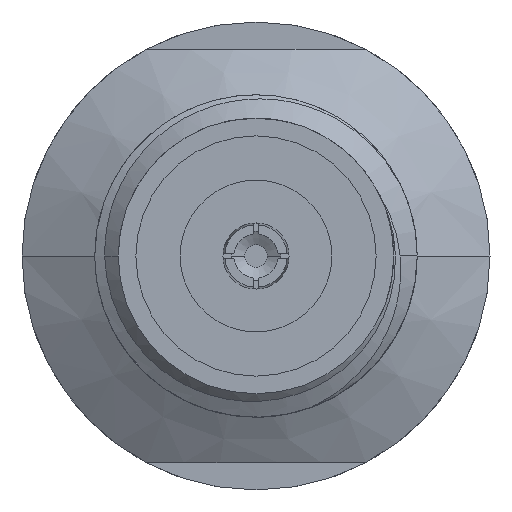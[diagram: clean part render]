
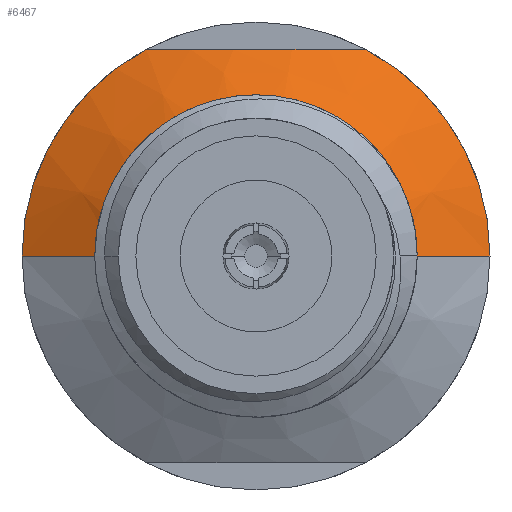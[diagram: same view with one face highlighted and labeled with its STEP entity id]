
A CAD part, left-side view. The second image highlights one B-rep face of the part: STEP entity #6467.
In plain terms, the highlighted conical face has half-angle 60 degrees and reference radius 3.575 mm.
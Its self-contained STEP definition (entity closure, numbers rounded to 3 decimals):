
#31 = CARTESIAN_POINT ( 'NONE',  ( 6.6, 2.65, 0. ) ) ;
#192 = ORIENTED_EDGE ( 'NONE', *, *, #508, .T. ) ;
#201 = ORIENTED_EDGE ( 'NONE', *, *, #6719, .T. ) ;
#459 = CARTESIAN_POINT ( 'NONE',  ( 7.668, 2.109, 3.975 ) ) ;
#472 = CARTESIAN_POINT ( 'NONE',  ( 7.134, 0., 0. ) ) ;
#508 = EDGE_CURVE ( 'NONE', #5132, #3981, #2379, .T. ) ;
#715 = EDGE_CURVE ( 'NONE', #727, #3721, #6004, .T. ) ;
#727 = VERTEX_POINT ( 'NONE', #31 ) ;
#746 = CARTESIAN_POINT ( 'NONE',  ( 7.668, 2.109, 3.975 ) ) ;
#798 = DIRECTION ( 'NONE',  ( 0., 1., 0. ) ) ;
#965 = ORIENTED_EDGE ( 'NONE', *, *, #715, .F. ) ;
#1034 = LINE ( 'NONE', #2628, #6200 ) ;
#1188 = VERTEX_POINT ( 'NONE', #3934 ) ;
#1285 = CARTESIAN_POINT ( 'NONE',  ( 7.494, 1.391, 3.975 ) ) ;
#1320 = CARTESIAN_POINT ( 'NONE',  ( 7.365, 0.349, 3.975 ) ) ;
#1451 = VERTEX_POINT ( 'NONE', #459 ) ;
#1788 = CARTESIAN_POINT ( 'NONE',  ( 7.365, -0.348, 3.975 ) ) ;
#1805 = CARTESIAN_POINT ( 'NONE',  ( 6.6, 0., 0. ) ) ;
#1857 = CIRCLE ( 'NONE', #5474, 4.5 ) ;
#1864 = CARTESIAN_POINT ( 'NONE',  ( 7.569, 1.743, 3.975 ) ) ;
#1901 = EDGE_LOOP ( 'NONE', ( #965, #4582, #5404, #192, #2942, #201 ) ) ;
#2092 = DIRECTION ( 'NONE',  ( 1., 0., 0. ) ) ;
#2128 = FACE_OUTER_BOUND ( 'NONE', #1901, .T. ) ;
#2308 = B_SPLINE_CURVE_WITH_KNOTS ( 'NONE', 3,
 ( #6880, #2329, #3980, #2960, #1788, #1320, #3479, #1285, #1864, #746 ),
 .UNSPECIFIED., .F., .F.,
 ( 4, 2, 2, 2, 4 ),
 ( 0., 0.25, 0.5, 0.75, 1. ),
 .UNSPECIFIED. ) ;
#2329 = CARTESIAN_POINT ( 'NONE',  ( 7.569, -1.743, 3.975 ) ) ;
#2379 = CIRCLE ( 'NONE', #6488, 4.5 ) ;
#2511 = EDGE_CURVE ( 'NONE', #1188, #5132, #1034, .T. ) ;
#2628 = CARTESIAN_POINT ( 'NONE',  ( 7.134, -3.575, 0. ) ) ;
#2778 = CARTESIAN_POINT ( 'NONE',  ( 7.134, 3.575, 0. ) ) ;
#2942 = ORIENTED_EDGE ( 'NONE', *, *, #6727, .T. ) ;
#2960 = CARTESIAN_POINT ( 'NONE',  ( 7.391, -0.688, 3.975 ) ) ;
#3157 = DIRECTION ( 'NONE',  ( -1., 0., 0. ) ) ;
#3199 = EDGE_CURVE ( 'NONE', #1188, #727, #5623, .T. ) ;
#3453 = VECTOR ( 'NONE', #3740, 1000. ) ;
#3479 = CARTESIAN_POINT ( 'NONE',  ( 7.391, 0.69, 3.975 ) ) ;
#3721 = VERTEX_POINT ( 'NONE', #4499 ) ;
#3740 = DIRECTION ( 'NONE',  ( 0.5, 0.866, 0. ) ) ;
#3773 = DIRECTION ( 'NONE',  ( 0., -1., 0. ) ) ;
#3934 = CARTESIAN_POINT ( 'NONE',  ( 6.6, -2.65, 0. ) ) ;
#3980 = CARTESIAN_POINT ( 'NONE',  ( 7.494, -1.393, 3.975 ) ) ;
#3981 = VERTEX_POINT ( 'NONE', #4065 ) ;
#4065 = CARTESIAN_POINT ( 'NONE',  ( 7.668, -2.109, 3.975 ) ) ;
#4135 = DIRECTION ( 'NONE',  ( 0., 1., 0. ) ) ;
#4499 = CARTESIAN_POINT ( 'NONE',  ( 7.668, 4.5, 0. ) ) ;
#4560 = CARTESIAN_POINT ( 'NONE',  ( 7.668, 0., 0. ) ) ;
#4582 = ORIENTED_EDGE ( 'NONE', *, *, #3199, .F. ) ;
#4636 = DIRECTION ( 'NONE',  ( -1., 0., 0. ) ) ;
#4792 = DIRECTION ( 'NONE',  ( 0., -0.469, -0.883 ) ) ;
#5132 = VERTEX_POINT ( 'NONE', #6036 ) ;
#5404 = ORIENTED_EDGE ( 'NONE', *, *, #2511, .T. ) ;
#5474 = AXIS2_PLACEMENT_3D ( 'NONE', #4560, #4636, #4135 ) ;
#5582 = CONICAL_SURFACE ( 'NONE', #6056, 3.575, 1.047 ) ;
#5623 = CIRCLE ( 'NONE', #7038, 2.65 ) ;
#5929 = CARTESIAN_POINT ( 'NONE',  ( 7.668, 0., 0. ) ) ;
#6004 = LINE ( 'NONE', #2778, #3453 ) ;
#6036 = CARTESIAN_POINT ( 'NONE',  ( 7.668, -4.5, 0. ) ) ;
#6056 = AXIS2_PLACEMENT_3D ( 'NONE', #472, #2092, #3773 ) ;
#6200 = VECTOR ( 'NONE', #7096, 1000. ) ;
#6467 = ADVANCED_FACE ( 'NONE', ( #2128 ), #5582, .T. ) ;
#6488 = AXIS2_PLACEMENT_3D ( 'NONE', #5929, #7073, #4792 ) ;
#6719 = EDGE_CURVE ( 'NONE', #1451, #3721, #1857, .T. ) ;
#6727 = EDGE_CURVE ( 'NONE', #3981, #1451, #2308, .T. ) ;
#6880 = CARTESIAN_POINT ( 'NONE',  ( 7.668, -2.109, 3.975 ) ) ;
#7038 = AXIS2_PLACEMENT_3D ( 'NONE', #1805, #3157, #798 ) ;
#7073 = DIRECTION ( 'NONE',  ( -1., 0., 0. ) ) ;
#7096 = DIRECTION ( 'NONE',  ( 0.5, -0.866, 0. ) ) ;
